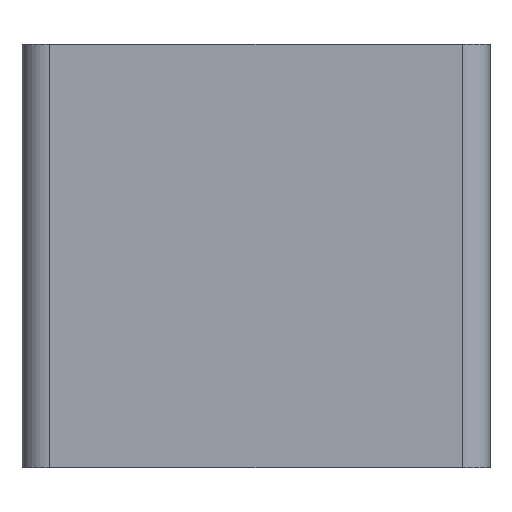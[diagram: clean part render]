
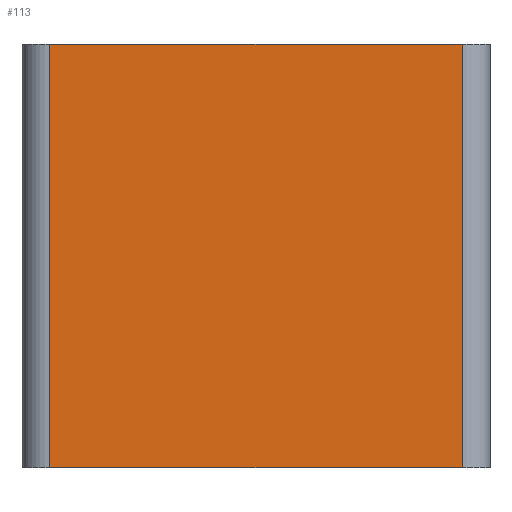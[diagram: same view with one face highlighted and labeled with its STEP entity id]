
A CAD part, top view. The second image highlights one B-rep face of the part: STEP entity #113.
In plain terms, the highlighted planar face has unit normal (0, 0, 1).
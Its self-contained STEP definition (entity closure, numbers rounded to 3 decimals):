
#17 = VERTEX_POINT ( 'NONE', #309 ) ;
#19 = CARTESIAN_POINT ( 'NONE',  ( 20., 0., 10. ) ) ;
#25 = DIRECTION ( 'NONE',  ( 0., -1., 0. ) ) ;
#34 = ORIENTED_EDGE ( 'NONE', *, *, #195, .T. ) ;
#41 = VERTEX_POINT ( 'NONE', #315 ) ;
#51 = EDGE_CURVE ( 'NONE', #57, #300, #74, .T. ) ;
#57 = VERTEX_POINT ( 'NONE', #77 ) ;
#74 = LINE ( 'NONE', #19, #150 ) ;
#77 = CARTESIAN_POINT ( 'NONE',  ( -17.64, 0., 10. ) ) ;
#113 = ADVANCED_FACE ( 'NONE', ( #221 ), #159, .F. ) ;
#130 = DIRECTION ( 'NONE',  ( 1., 0., 0. ) ) ;
#139 = LINE ( 'NONE', #354, #365 ) ;
#146 = ORIENTED_EDGE ( 'NONE', *, *, #51, .T. ) ;
#150 = VECTOR ( 'NONE', #130, 1000. ) ;
#157 = DIRECTION ( 'NONE',  ( -1., 0., 0. ) ) ;
#159 = PLANE ( 'NONE',  #196 ) ;
#171 = EDGE_CURVE ( 'NONE', #41, #17, #203, .T. ) ;
#173 = CARTESIAN_POINT ( 'NONE',  ( 17.64, 0., 10. ) ) ;
#192 = EDGE_LOOP ( 'NONE', ( #232, #34, #146, #337 ) ) ;
#195 = EDGE_CURVE ( 'NONE', #41, #57, #292, .T. ) ;
#196 = AXIS2_PLACEMENT_3D ( 'NONE', #341, #277, #157 ) ;
#203 = LINE ( 'NONE', #349, #208 ) ;
#208 = VECTOR ( 'NONE', #352, 1000. ) ;
#221 = FACE_OUTER_BOUND ( 'NONE', #192, .T. ) ;
#232 = ORIENTED_EDGE ( 'NONE', *, *, #171, .F. ) ;
#234 = EDGE_CURVE ( 'NONE', #300, #17, #139, .T. ) ;
#239 = VECTOR ( 'NONE', #25, 1000. ) ;
#277 = DIRECTION ( 'NONE',  ( 0., 0., -1. ) ) ;
#286 = CARTESIAN_POINT ( 'NONE',  ( -17.64, 36.2, 10. ) ) ;
#289 = DIRECTION ( 'NONE',  ( 0., 1., 0. ) ) ;
#292 = LINE ( 'NONE', #286, #239 ) ;
#300 = VERTEX_POINT ( 'NONE', #173 ) ;
#309 = CARTESIAN_POINT ( 'NONE',  ( 17.64, 36.2, 10. ) ) ;
#315 = CARTESIAN_POINT ( 'NONE',  ( -17.64, 36.2, 10. ) ) ;
#337 = ORIENTED_EDGE ( 'NONE', *, *, #234, .T. ) ;
#341 = CARTESIAN_POINT ( 'NONE',  ( 20., 36.2, 10. ) ) ;
#349 = CARTESIAN_POINT ( 'NONE',  ( 20., 36.2, 10. ) ) ;
#352 = DIRECTION ( 'NONE',  ( 1., 0., 0. ) ) ;
#354 = CARTESIAN_POINT ( 'NONE',  ( 17.64, 36.2, 10. ) ) ;
#365 = VECTOR ( 'NONE', #289, 1000. ) ;
